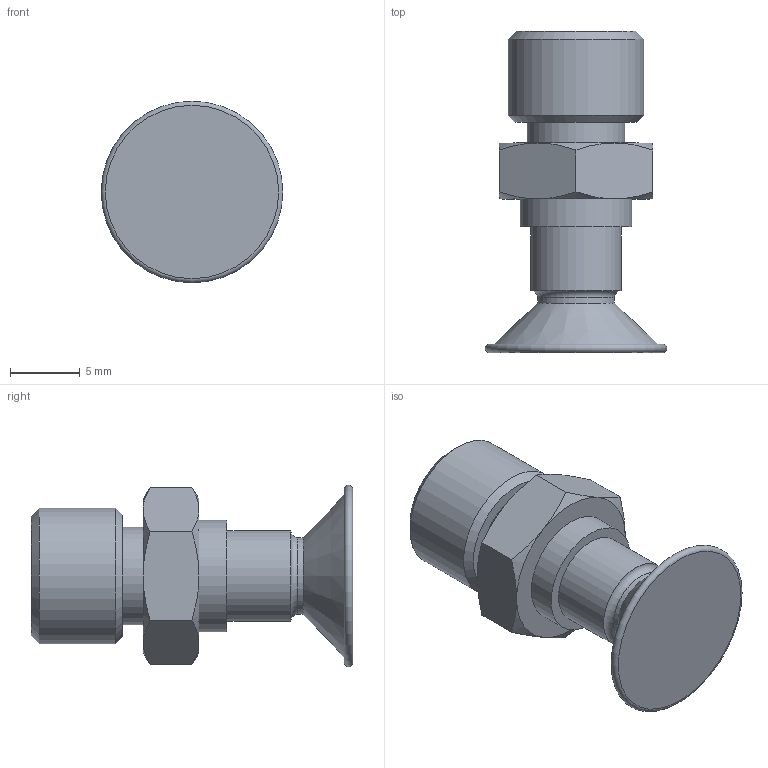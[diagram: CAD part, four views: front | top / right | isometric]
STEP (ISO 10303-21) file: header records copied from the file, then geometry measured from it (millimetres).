
FILE_DESCRIPTION(/* description */ (''),/* implementation_level */ '2;1');
FILE_NAME(/* name */ 'vc13nit_rac2r1-8m.stp',/* time_stamp */ '2020-09-18T12:54:57+02:00',/* author */ ('enginyeria'),/* organization */ (''),/* preprocessor_version */ 'ST-DEVELOPER v17.2',/* originating_system */ 'Autodesk Inventor 2019',/* authorisation */ '');
FILE_SCHEMA (('CONFIG_CONTROL_DESIGN'));
Length unit declared in the file: millimetre
Products named in the file (1): vc13nit_rac2r1-8m
Bounding box: 13 x 23 x 13 mm (x, y, z)
Volume: 1377.1 mm3; surface area: 1151.2 mm2
Topology: 1 solids, 1 shells, 38 faces, 91 edges, 61 vertices
Faces by surface type: cone 16, plane 14, cylinder 6, torus 2
Full cylindrical faces by diameter (mm): 4 x1, 5.5 x1, 6.5 x1, 7 x1, 8 x1, 9.728 x1
Entity records: 1196 total; most frequent: CARTESIAN_POINT 239, DIRECTION 196, ORIENTED_EDGE 182, EDGE_CURVE 91, AXIS2_PLACEMENT_3D 90, VERTEX_POINT 61, CIRCLE 51, EDGE_LOOP 44
